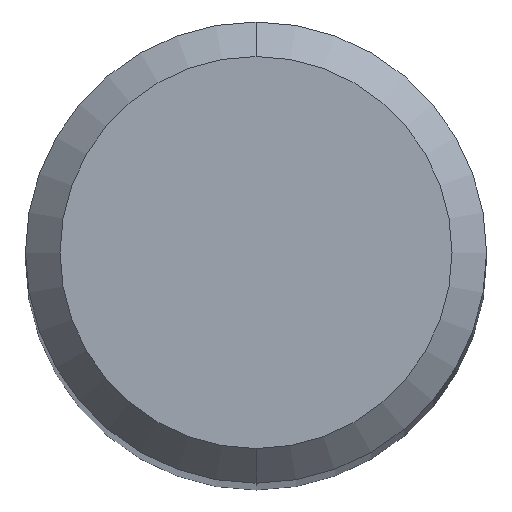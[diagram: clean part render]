
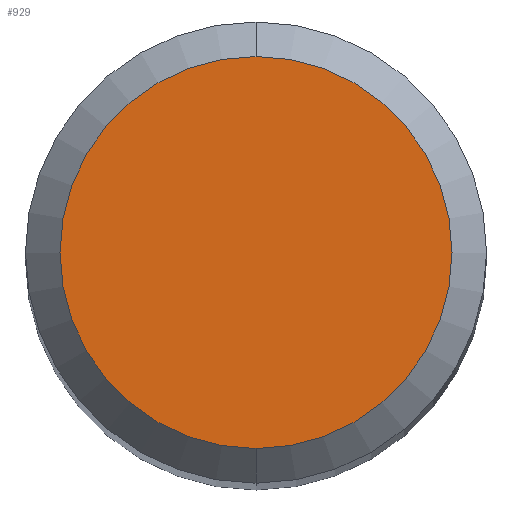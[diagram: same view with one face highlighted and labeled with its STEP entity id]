
A CAD part, top view. The second image highlights one B-rep face of the part: STEP entity #929.
In plain terms, the highlighted planar face has unit normal (0, 0, 1).
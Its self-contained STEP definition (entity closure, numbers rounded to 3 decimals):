
#929=ADVANCED_FACE('',(#1944),#1945,.T.);
#975=EDGE_CURVE('',#1193,#1111,#1994,.T.);
#1111=VERTEX_POINT('',#2140);
#1193=VERTEX_POINT('',#2232);
#1379=EDGE_CURVE('',#1111,#1193,#2429,.T.);
#1944=FACE_OUTER_BOUND('',#4239,.T.);
#1945=PLANE('',#4240);
#1994=CIRCLE('',#4338,1.7);
#2140=CARTESIAN_POINT('',(0.,-1.7,0.0));
#2232=CARTESIAN_POINT('',(0.0,1.7,0.0));
#2429=CIRCLE('',#5890,1.7);
#4239=EDGE_LOOP('',(#6736,#6737));
#4240=AXIS2_PLACEMENT_3D('',#6738,#6739,#6740);
#4338=AXIS2_PLACEMENT_3D('',#6792,#6793,#6794);
#5890=AXIS2_PLACEMENT_3D('',#7201,#7202,#7203);
#6736=ORIENTED_EDGE('',*,*,#975,.F.);
#6737=ORIENTED_EDGE('',*,*,#1379,.F.);
#6738=CARTESIAN_POINT('',(0.0,0.85,0.0));
#6739=DIRECTION('',(-0.0,0.0,1.0));
#6740=DIRECTION('',(0.0,-1.0,0.0));
#6792=CARTESIAN_POINT('',(0.0,0.0,0.0));
#6793=DIRECTION('',(0.0,0.0,-1.0));
#6794=DIRECTION('',(0.0,1.0,0.0));
#7201=CARTESIAN_POINT('',(0.0,0.0,0.0));
#7202=DIRECTION('',(0.0,0.0,-1.0));
#7203=DIRECTION('',(0.0,1.0,0.0));
